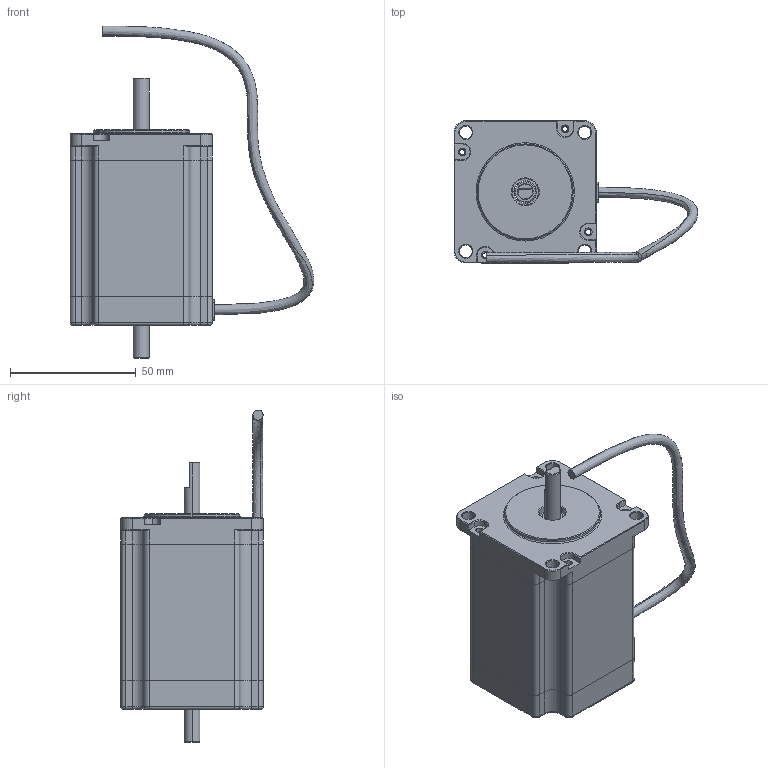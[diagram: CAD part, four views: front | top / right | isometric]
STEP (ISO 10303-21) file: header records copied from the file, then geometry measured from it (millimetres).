
FILE_DESCRIPTION (( 'STEP AP203' ), '1' );
FILE_NAME ('23SH076.STEP', '2012-10-23T00:10:16', ( '' ), ( '' ), 'SwSTEP 2.0', 'SolidWorks 2011', '' );
FILE_SCHEMA (( 'CONFIG_CONTROL_DESIGN' ));
Length unit declared in the file: millimetre
Products named in the file (1): 23SH076
Bounding box: 96.68 x 56.4 x 131.79 mm (x, y, z)
Volume: 219882.6 mm3; surface area: 43873 mm2
Topology: 6 solids, 6 shells, 593 faces, 1526 edges, 987 vertices
Faces by surface type: plane 246, bspline 175, cylinder 111, cone 47, torus 14
Entity records: 27884 total; most frequent: CARTESIAN_POINT 14306, ORIENTED_EDGE 3052, DIRECTION 2291, EDGE_CURVE 1526, VERTEX_POINT 987, VECTOR 867, LINE 867, AXIS2_PLACEMENT_3D 712
